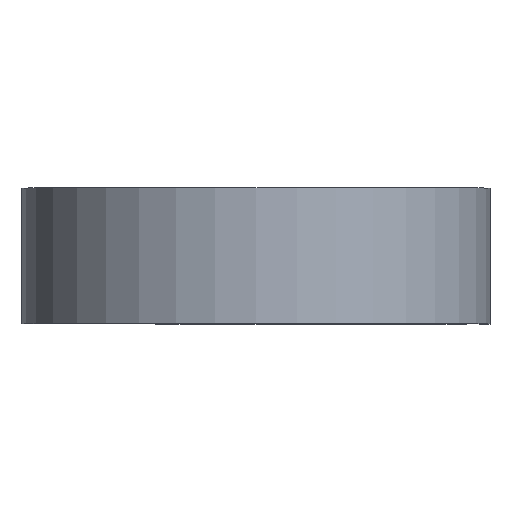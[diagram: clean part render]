
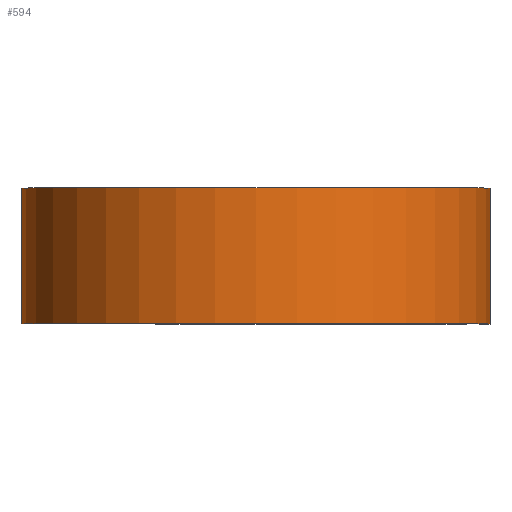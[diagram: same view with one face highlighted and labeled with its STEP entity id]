
A CAD part, top view. The second image highlights one B-rep face of the part: STEP entity #594.
In plain terms, the highlighted cylindrical face has radius 27.407 mm (diameter 54.813 mm), a partial arc.
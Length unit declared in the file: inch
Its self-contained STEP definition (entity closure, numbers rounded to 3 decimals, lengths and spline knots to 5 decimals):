
#45 = DIRECTION ( 'NONE',  ( 1., 0., 0. ) ) ;
#75 = CIRCLE ( 'NONE', #174, 1.079 ) ;
#82 = CARTESIAN_POINT ( 'NONE',  ( 1.079, 0.3125, 0. ) ) ;
#104 = CARTESIAN_POINT ( 'NONE',  ( 0., -0.3125, 0. ) ) ;
#112 = DIRECTION ( 'NONE',  ( 0., 1., 0. ) ) ;
#114 = DIRECTION ( 'NONE',  ( 1., 0., 0. ) ) ;
#174 = AXIS2_PLACEMENT_3D ( 'NONE', #681, #684, #45 ) ;
#188 = ORIENTED_EDGE ( 'NONE', *, *, #607, .T. ) ;
#202 = VERTEX_POINT ( 'NONE', #535 ) ;
#219 = VERTEX_POINT ( 'NONE', #556 ) ;
#231 = CIRCLE ( 'NONE', #655, 1.079 ) ;
#232 = ORIENTED_EDGE ( 'NONE', *, *, #501, .T. ) ;
#239 = CARTESIAN_POINT ( 'NONE',  ( 1.079, -0.3125, 0. ) ) ;
#281 = EDGE_CURVE ( 'NONE', #576, #521, #284, .T. ) ;
#284 = LINE ( 'NONE', #82, #290 ) ;
#290 = VECTOR ( 'NONE', #651, 39.37008 ) ;
#345 = FACE_OUTER_BOUND ( 'NONE', #374, .T. ) ;
#351 = EDGE_CURVE ( 'NONE', #219, #576, #75, .T. ) ;
#358 = AXIS2_PLACEMENT_3D ( 'NONE', #483, #431, #476 ) ;
#368 = CARTESIAN_POINT ( 'NONE',  ( 1.079, 0.3125, 0. ) ) ;
#374 = EDGE_LOOP ( 'NONE', ( #232, #604, #393, #188 ) ) ;
#393 = ORIENTED_EDGE ( 'NONE', *, *, #351, .F. ) ;
#401 = VECTOR ( 'NONE', #554, 39.37008 ) ;
#431 = DIRECTION ( 'NONE',  ( 0., -1., 0. ) ) ;
#476 = DIRECTION ( 'NONE',  ( 0., 0., -1. ) ) ;
#483 = CARTESIAN_POINT ( 'NONE',  ( 0., 0.3125, 0. ) ) ;
#501 = EDGE_CURVE ( 'NONE', #202, #521, #231, .T. ) ;
#521 = VERTEX_POINT ( 'NONE', #239 ) ;
#535 = CARTESIAN_POINT ( 'NONE',  ( 0., -0.3125, -1.079 ) ) ;
#554 = DIRECTION ( 'NONE',  ( 0., -1., 0. ) ) ;
#556 = CARTESIAN_POINT ( 'NONE',  ( 0., 0.3125, -1.079 ) ) ;
#559 = CARTESIAN_POINT ( 'NONE',  ( 0., 0.3125, -1.079 ) ) ;
#576 = VERTEX_POINT ( 'NONE', #368 ) ;
#594 = ADVANCED_FACE ( 'NONE', ( #345 ), #649, .T. ) ;
#604 = ORIENTED_EDGE ( 'NONE', *, *, #281, .F. ) ;
#607 = EDGE_CURVE ( 'NONE', #219, #202, #646, .T. ) ;
#646 = LINE ( 'NONE', #559, #401 ) ;
#649 = CYLINDRICAL_SURFACE ( 'NONE', #358, 1.079 ) ;
#651 = DIRECTION ( 'NONE',  ( 0., -1., 0. ) ) ;
#655 = AXIS2_PLACEMENT_3D ( 'NONE', #104, #112, #114 ) ;
#681 = CARTESIAN_POINT ( 'NONE',  ( 0., 0.3125, 0. ) ) ;
#684 = DIRECTION ( 'NONE',  ( 0., 1., 0. ) ) ;
